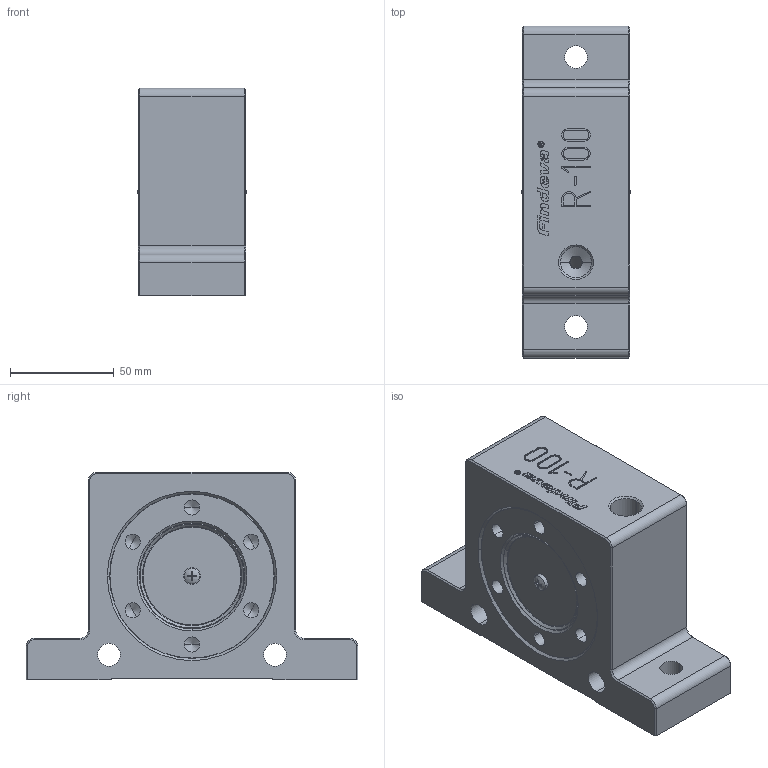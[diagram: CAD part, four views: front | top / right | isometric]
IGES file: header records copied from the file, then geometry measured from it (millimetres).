
Global section: file name: No Iges File Name specified; native system: Autodesk Inventor 2011; preprocessor: AutoDesk Inventor Iges Exporter R2011; author: Petr; date: 20120328.165345; units: millimetre
Bounding box: 52.14 x 160 x 100 mm (x, y, z)
Volume: 534009.6 mm3; surface area: 65438.8 mm2
Topology: 1 solids, 3 shells, 464 faces, 1166 edges, 736 vertices
Faces by surface type: plane 189, bspline 146, revolution 60, cone 28, cylinder 27, torus 12, sphere 2
